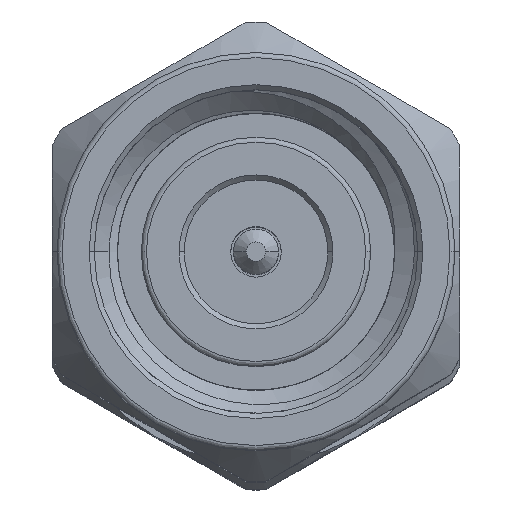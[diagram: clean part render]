
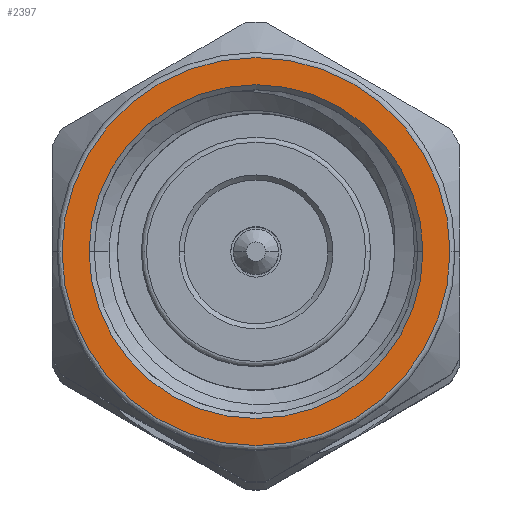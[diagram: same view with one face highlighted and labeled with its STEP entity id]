
A CAD part, top view. The second image highlights one B-rep face of the part: STEP entity #2397.
In plain terms, the highlighted face is planar.
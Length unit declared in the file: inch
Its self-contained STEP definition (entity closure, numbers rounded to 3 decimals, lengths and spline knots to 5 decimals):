
#10 = EDGE_CURVE ( 'NONE', #586, #3072, #5368, .T. ) ;
#87 = EDGE_CURVE ( 'NONE', #132, #3680, #522, .T. ) ;
#130 = CARTESIAN_POINT ( 'NONE',  ( 0., 0., -0.14984 ) ) ;
#132 = VERTEX_POINT ( 'NONE', #5600 ) ;
#251 = AXIS2_PLACEMENT_3D ( 'NONE', #3995, #3085, #668 ) ;
#362 = CARTESIAN_POINT ( 'NONE',  ( 0., 0., 0. ) ) ;
#522 = CIRCLE ( 'NONE', #1245, 0.14984 ) ;
#586 = VERTEX_POINT ( 'NONE', #3021 ) ;
#638 = ORIENTED_EDGE ( 'NONE', *, *, #3308, .T. ) ;
#668 = DIRECTION ( 'NONE',  ( 0., 0., -1. ) ) ;
#708 = DIRECTION ( 'NONE',  ( 0., 0., -1. ) ) ;
#929 = DIRECTION ( 'NONE',  ( -1., 0., 0. ) ) ;
#1087 = ORIENTED_EDGE ( 'NONE', *, *, #87, .T. ) ;
#1096 = EDGE_LOOP ( 'NONE', ( #638, #4897 ) ) ;
#1245 = AXIS2_PLACEMENT_3D ( 'NONE', #2929, #4858, #4338 ) ;
#1306 = DIRECTION ( 'NONE',  ( 0., 0., -1. ) ) ;
#1383 = ORIENTED_EDGE ( 'NONE', *, *, #5970, .T. ) ;
#1433 = AXIS2_PLACEMENT_3D ( 'NONE', #362, #2311, #1306 ) ;
#1446 = AXIS2_PLACEMENT_3D ( 'NONE', #5105, #929, #708 ) ;
#1478 = AXIS2_PLACEMENT_3D ( 'NONE', #5253, #4248, #4292 ) ;
#1551 = CIRCLE ( 'NONE', #1433, 0.12894 ) ;
#1683 = FACE_OUTER_BOUND ( 'NONE', #3385, .T. ) ;
#2311 = DIRECTION ( 'NONE',  ( 1., 0., 0. ) ) ;
#2397 = ADVANCED_FACE ( 'NONE', ( #3418, #1683 ), #3017, .F. ) ;
#2929 = CARTESIAN_POINT ( 'NONE',  ( 0., 0., 0. ) ) ;
#2993 = CIRCLE ( 'NONE', #1446, 0.14984 ) ;
#3017 = PLANE ( 'NONE',  #251 ) ;
#3021 = CARTESIAN_POINT ( 'NONE',  ( 0., 0., -0.12894 ) ) ;
#3072 = VERTEX_POINT ( 'NONE', #4966 ) ;
#3085 = DIRECTION ( 'NONE',  ( 1., 0., 0. ) ) ;
#3308 = EDGE_CURVE ( 'NONE', #3072, #586, #1551, .T. ) ;
#3385 = EDGE_LOOP ( 'NONE', ( #1383, #1087 ) ) ;
#3418 = FACE_BOUND ( 'NONE', #1096, .T. ) ;
#3680 = VERTEX_POINT ( 'NONE', #130 ) ;
#3995 = CARTESIAN_POINT ( 'NONE',  ( 0., 0.125, 0. ) ) ;
#4248 = DIRECTION ( 'NONE',  ( 1., 0., 0. ) ) ;
#4292 = DIRECTION ( 'NONE',  ( 0., 0., -1. ) ) ;
#4338 = DIRECTION ( 'NONE',  ( 0., 0., -1. ) ) ;
#4858 = DIRECTION ( 'NONE',  ( -1., 0., 0. ) ) ;
#4897 = ORIENTED_EDGE ( 'NONE', *, *, #10, .T. ) ;
#4966 = CARTESIAN_POINT ( 'NONE',  ( 0., 0., 0.12894 ) ) ;
#5105 = CARTESIAN_POINT ( 'NONE',  ( 0., 0., 0. ) ) ;
#5253 = CARTESIAN_POINT ( 'NONE',  ( 0., 0., 0. ) ) ;
#5368 = CIRCLE ( 'NONE', #1478, 0.12894 ) ;
#5600 = CARTESIAN_POINT ( 'NONE',  ( 0., 0., 0.14984 ) ) ;
#5970 = EDGE_CURVE ( 'NONE', #3680, #132, #2993, .T. ) ;
